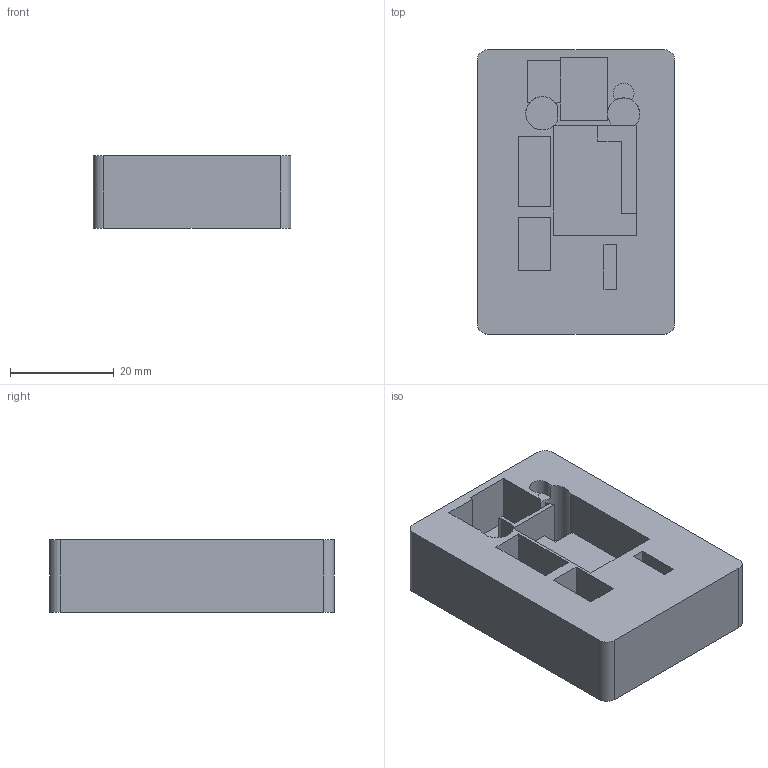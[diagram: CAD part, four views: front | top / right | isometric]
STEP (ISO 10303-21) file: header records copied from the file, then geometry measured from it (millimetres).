
FILE_DESCRIPTION(/* description */ (''),/* implementation_level */ '2;1');
FILE_NAME(/* name */ 'soldering jig v4.step',/* time_stamp */ '2022-07-07T21:16:41-04:00',/* author */ (''),/* organization */ (''),/* preprocessor_version */ 'ST-DEVELOPER v19',/* originating_system */ 'Autodesk Translation Framework v11.7.0.108',/* authorisation */ '');
FILE_SCHEMA (('AUTOMOTIVE_DESIGN { 1 0 10303 214 3 1 1 }'));
Length unit declared in the file: millimetre
Products named in the file (1): soldering jig
Bounding box: 38 x 54.74 x 14 mm (x, y, z)
Volume: 23305.6 mm3; surface area: 8842.2 mm2
Topology: 1 solids, 1 shells, 59 faces, 155 edges, 102 vertices
Faces by surface type: plane 51, cylinder 8
Entity records: 1832 total; most frequent: CARTESIAN_POINT 317, ORIENTED_EDGE 310, DIRECTION 297, EDGE_CURVE 155, LINE 133, VECTOR 133, VERTEX_POINT 102, AXIS2_PLACEMENT_3D 82
